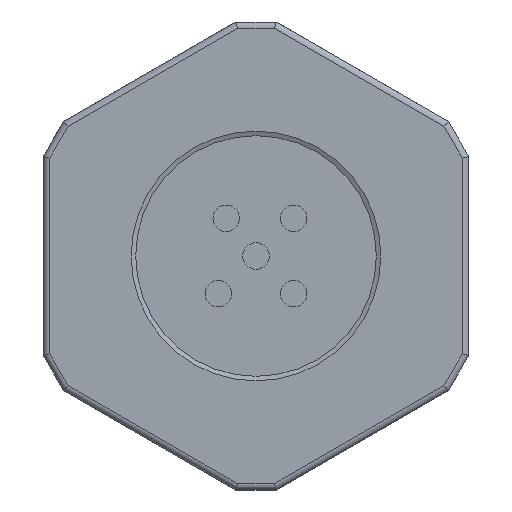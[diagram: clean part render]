
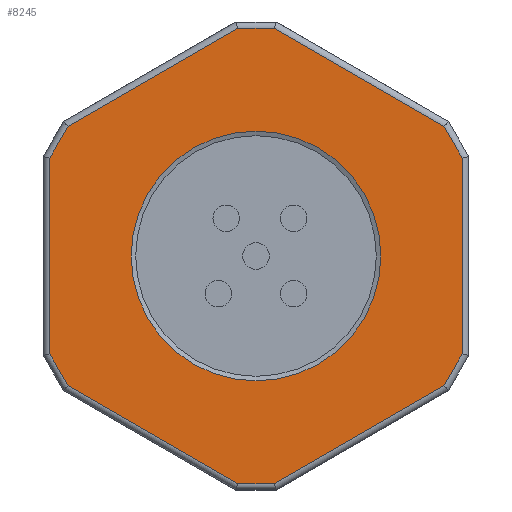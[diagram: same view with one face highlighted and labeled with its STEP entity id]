
A CAD part, left-side view. The second image highlights one B-rep face of the part: STEP entity #8245.
In plain terms, the highlighted planar face has unit normal (-1, 0, 0).
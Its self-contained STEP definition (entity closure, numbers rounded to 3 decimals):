
#501=LINE('',#24189,#1268);
#502=LINE('',#24192,#1269);
#503=LINE('',#24194,#1270);
#504=LINE('',#24196,#1271);
#505=LINE('',#24198,#1272);
#506=LINE('',#24200,#1273);
#507=LINE('',#24202,#1274);
#508=LINE('',#24204,#1275);
#509=LINE('',#24206,#1276);
#510=LINE('',#24208,#1277);
#511=LINE('',#24210,#1278);
#512=LINE('',#24212,#1279);
#1268=VECTOR('',#10194,1000.);
#1269=VECTOR('',#10195,1000.);
#1270=VECTOR('',#10196,1000.);
#1271=VECTOR('',#10197,1000.);
#1272=VECTOR('',#10198,1000.);
#1273=VECTOR('',#10199,1000.);
#1274=VECTOR('',#10200,1000.);
#1275=VECTOR('',#10201,1000.);
#1276=VECTOR('',#10202,1000.);
#1277=VECTOR('',#10203,1000.);
#1278=VECTOR('',#10204,1000.);
#1279=VECTOR('',#10205,1000.);
#1958=PLANE('',#9101);
#2773=ORIENTED_EDGE('',*,*,#4927,.T.);
#2774=ORIENTED_EDGE('',*,*,#4928,.T.);
#2775=ORIENTED_EDGE('',*,*,#4929,.T.);
#2776=ORIENTED_EDGE('',*,*,#4930,.T.);
#2777=ORIENTED_EDGE('',*,*,#4931,.T.);
#2778=ORIENTED_EDGE('',*,*,#4932,.T.);
#2779=ORIENTED_EDGE('',*,*,#4933,.T.);
#2780=ORIENTED_EDGE('',*,*,#4934,.T.);
#2781=ORIENTED_EDGE('',*,*,#4935,.T.);
#2782=ORIENTED_EDGE('',*,*,#4936,.T.);
#2783=ORIENTED_EDGE('',*,*,#4937,.T.);
#2784=ORIENTED_EDGE('',*,*,#4938,.T.);
#2785=ORIENTED_EDGE('',*,*,#4939,.T.);
#4927=EDGE_CURVE('',#6006,#6006,#6636,.T.);
#4928=EDGE_CURVE('',#6007,#6008,#501,.F.);
#4929=EDGE_CURVE('',#6008,#6009,#502,.F.);
#4930=EDGE_CURVE('',#6009,#6010,#503,.F.);
#4931=EDGE_CURVE('',#6010,#6011,#504,.F.);
#4932=EDGE_CURVE('',#6011,#6012,#505,.F.);
#4933=EDGE_CURVE('',#6012,#6013,#506,.F.);
#4934=EDGE_CURVE('',#6013,#6014,#507,.F.);
#4935=EDGE_CURVE('',#6014,#6015,#508,.F.);
#4936=EDGE_CURVE('',#6015,#6016,#509,.F.);
#4937=EDGE_CURVE('',#6016,#6017,#510,.F.);
#4938=EDGE_CURVE('',#6017,#6018,#511,.F.);
#4939=EDGE_CURVE('',#6018,#6007,#512,.F.);
#6006=VERTEX_POINT('',#24188);
#6007=VERTEX_POINT('',#24190);
#6008=VERTEX_POINT('',#24191);
#6009=VERTEX_POINT('',#24193);
#6010=VERTEX_POINT('',#24195);
#6011=VERTEX_POINT('',#24197);
#6012=VERTEX_POINT('',#24199);
#6013=VERTEX_POINT('',#24201);
#6014=VERTEX_POINT('',#24203);
#6015=VERTEX_POINT('',#24205);
#6016=VERTEX_POINT('',#24207);
#6017=VERTEX_POINT('',#24209);
#6018=VERTEX_POINT('',#24211);
#6636=CIRCLE('',#9102,5.87);
#6950=EDGE_LOOP('',(#2773));
#6951=EDGE_LOOP('',(#2774,#2775,#2776,#2777,#2778,#2779,#2780,#2781,#2782,
#2783,#2784,#2785));
#7563=FACE_BOUND('',#6950,.T.);
#7564=FACE_BOUND('',#6951,.T.);
#8245=ADVANCED_FACE('',(#7563,#7564),#1958,.F.);
#9101=AXIS2_PLACEMENT_3D('',#24186,#10190,#10191);
#9102=AXIS2_PLACEMENT_3D('',#24187,#10192,#10193);
#10190=DIRECTION('',(1.,0.,0.));
#10191=DIRECTION('',(0.,0.,-1.));
#10192=DIRECTION('',(1.,0.,0.));
#10193=DIRECTION('',(0.,0.,-1.));
#10194=DIRECTION('',(0.,0.866,-0.5));
#10195=DIRECTION('',(0.,0.5,-0.866));
#10196=DIRECTION('',(0.,0.,-1.));
#10197=DIRECTION('',(0.,-0.5,-0.866));
#10198=DIRECTION('',(0.,-0.866,-0.5));
#10199=DIRECTION('',(0.,-1.,0.));
#10200=DIRECTION('',(0.,-0.866,0.5));
#10201=DIRECTION('',(0.,-0.5,0.866));
#10202=DIRECTION('',(0.,0.,1.));
#10203=DIRECTION('',(0.,0.5,0.866));
#10204=DIRECTION('',(0.,0.866,0.5));
#10205=DIRECTION('',(0.,1.,0.));
#24186=CARTESIAN_POINT('',(-1.5,0.,0.));
#24187=CARTESIAN_POINT('',(-1.5,0.,0.));
#24188=CARTESIAN_POINT('',(-1.5,0.,-5.87));
#24189=CARTESIAN_POINT('',(-1.5,-5.35,-9.266));
#24190=CARTESIAN_POINT('',(-1.5,-4.599,-9.7));
#24191=CARTESIAN_POINT('',(-1.5,-6.101,-8.833));
#24192=CARTESIAN_POINT('',(-1.5,-8.4,-4.85));
#24193=CARTESIAN_POINT('',(-1.5,-10.7,-0.867));
#24194=CARTESIAN_POINT('',(-1.5,-10.7,0.));
#24195=CARTESIAN_POINT('',(-1.5,-10.7,0.867));
#24196=CARTESIAN_POINT('',(-1.5,-8.4,4.85));
#24197=CARTESIAN_POINT('',(-1.5,-6.101,8.833));
#24198=CARTESIAN_POINT('',(-1.5,-5.35,9.266));
#24199=CARTESIAN_POINT('',(-1.5,-4.599,9.7));
#24200=CARTESIAN_POINT('',(-1.5,0.,9.7));
#24201=CARTESIAN_POINT('',(-1.5,4.599,9.7));
#24202=CARTESIAN_POINT('',(-1.5,5.35,9.266));
#24203=CARTESIAN_POINT('',(-1.5,6.101,8.833));
#24204=CARTESIAN_POINT('',(-1.5,8.4,4.85));
#24205=CARTESIAN_POINT('',(-1.5,10.7,0.867));
#24206=CARTESIAN_POINT('',(-1.5,10.7,0.));
#24207=CARTESIAN_POINT('',(-1.5,10.7,-0.867));
#24208=CARTESIAN_POINT('',(-1.5,8.4,-4.85));
#24209=CARTESIAN_POINT('',(-1.5,6.101,-8.833));
#24210=CARTESIAN_POINT('',(-1.5,5.35,-9.266));
#24211=CARTESIAN_POINT('',(-1.5,4.599,-9.7));
#24212=CARTESIAN_POINT('',(-1.5,0.,-9.7));
